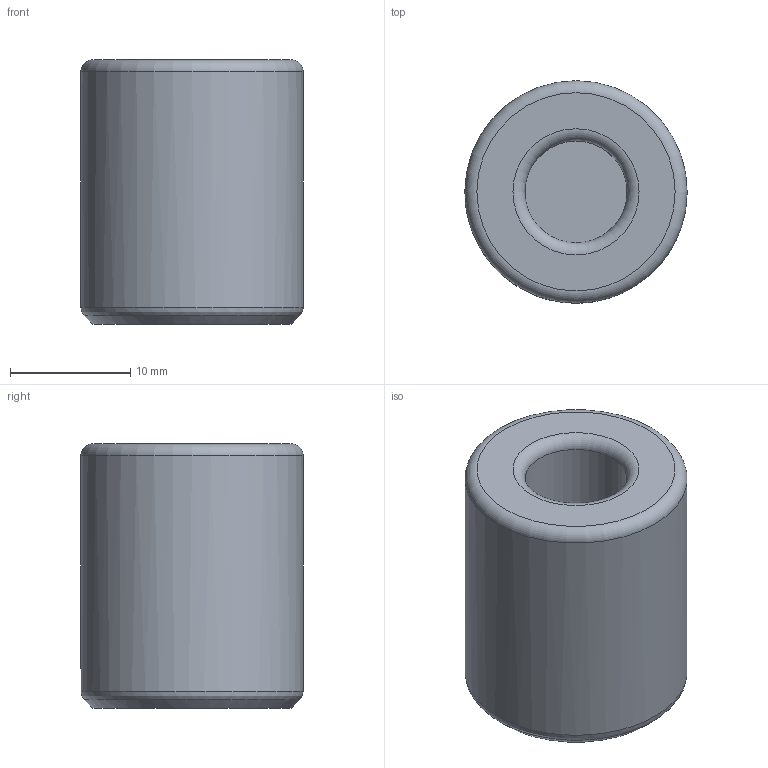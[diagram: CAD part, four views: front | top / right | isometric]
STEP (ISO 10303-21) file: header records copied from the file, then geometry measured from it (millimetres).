
FILE_DESCRIPTION(('Open CASCADE Model'),'2;1');
FILE_NAME('Open CASCADE Shape Model','2025-12-30T14:19:58',('Author'),( 'Open CASCADE'),'Open CASCADE STEP processor 7.7','Open CASCADE 7.7' ,'Unknown');
FILE_SCHEMA(('AUTOMOTIVE_DESIGN { 1 0 10303 214 1 1 1 1 }'));
Length unit declared in the file: millimetre
Products named in the file (1): Open CASCADE STEP translator 7.7 34
Bounding box: 18.5 x 18.5 x 22 mm (x, y, z)
Volume: 4731.2 mm3; surface area: 2276.3 mm2
Topology: 1 solids, 1 shells, 21 faces, 38 edges, 24 vertices
Faces by surface type: plane 11, cone 5, cylinder 2, torus 2, bspline 1
Full cylindrical faces by diameter (mm): 8.5 x1, 18.5 x1
Entity records: 1152 total; most frequent: CARTESIAN_POINT 372, DIRECTION 138, ORIENTED_EDGE 76, PCURVE 76, DEFINITIONAL_REPRESENTATION 76, LINE 49, VECTOR 49, AXIS2_PLACEMENT_3D 41
